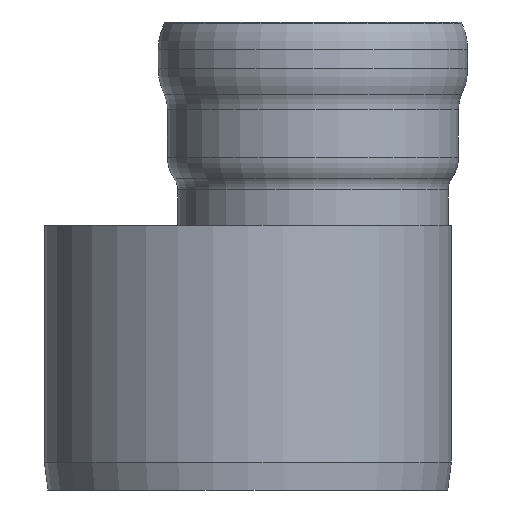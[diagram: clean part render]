
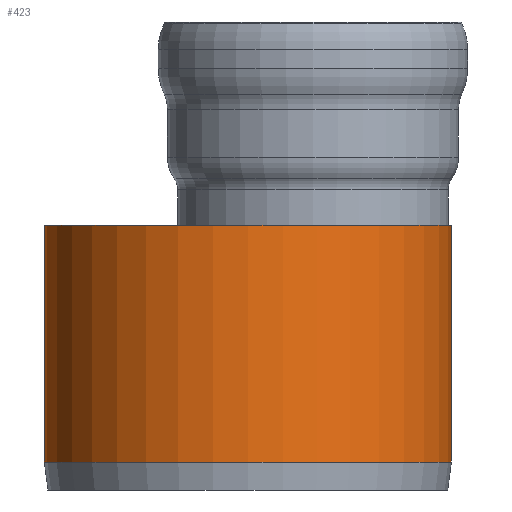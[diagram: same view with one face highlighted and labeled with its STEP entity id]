
A CAD part, front view. The second image highlights one B-rep face of the part: STEP entity #423.
In plain terms, the highlighted cylindrical face has radius 1000 mm (diameter 2000 mm), a full revolution.
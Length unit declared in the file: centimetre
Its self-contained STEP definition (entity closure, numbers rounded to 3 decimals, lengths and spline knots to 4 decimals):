
#31=LINE('',#721,#44);
#44=VECTOR('',#553,100.);
#57=CYLINDRICAL_SURFACE('',#459,100.);
#74=FACE_OUTER_BOUND('',#105,.T.);
#105=EDGE_LOOP('',(#296,#297,#298,#299));
#135=CIRCLE('',#452,100.);
#140=CIRCLE('',#460,100.);
#185=VERTEX_POINT('',#705);
#190=VERTEX_POINT('',#719);
#225=EDGE_CURVE('',#185,#185,#135,.T.);
#231=EDGE_CURVE('',#190,#190,#140,.T.);
#232=EDGE_CURVE('',#190,#185,#31,.T.);
#296=ORIENTED_EDGE('',*,*,#231,.F.);
#297=ORIENTED_EDGE('',*,*,#232,.T.);
#298=ORIENTED_EDGE('',*,*,#225,.F.);
#299=ORIENTED_EDGE('',*,*,#232,.F.);
#423=ADVANCED_FACE('',(#74),#57,.T.);
#452=AXIS2_PLACEMENT_3D('',#706,#534,#535);
#459=AXIS2_PLACEMENT_3D('',#718,#549,#550);
#460=AXIS2_PLACEMENT_3D('',#720,#551,#552);
#534=DIRECTION('center_axis',(0.,0.,1.));
#535=DIRECTION('ref_axis',(1.,0.,0.));
#549=DIRECTION('center_axis',(0.,0.,-1.));
#550=DIRECTION('ref_axis',(-1.,0.,0.));
#551=DIRECTION('center_axis',(0.,0.,-1.));
#552=DIRECTION('ref_axis',(1.,0.,0.));
#553=DIRECTION('',(0.,0.,1.));
#705=CARTESIAN_POINT('',(100.,0.,130.));
#706=CARTESIAN_POINT('Origin',(0.,0.,130.));
#718=CARTESIAN_POINT('Origin',(0.,0.,69.8799));
#719=CARTESIAN_POINT('',(100.,0.,13.7599));
#720=CARTESIAN_POINT('Origin',(0.,0.,13.7599));
#721=CARTESIAN_POINT('',(100.,0.,69.8799));
